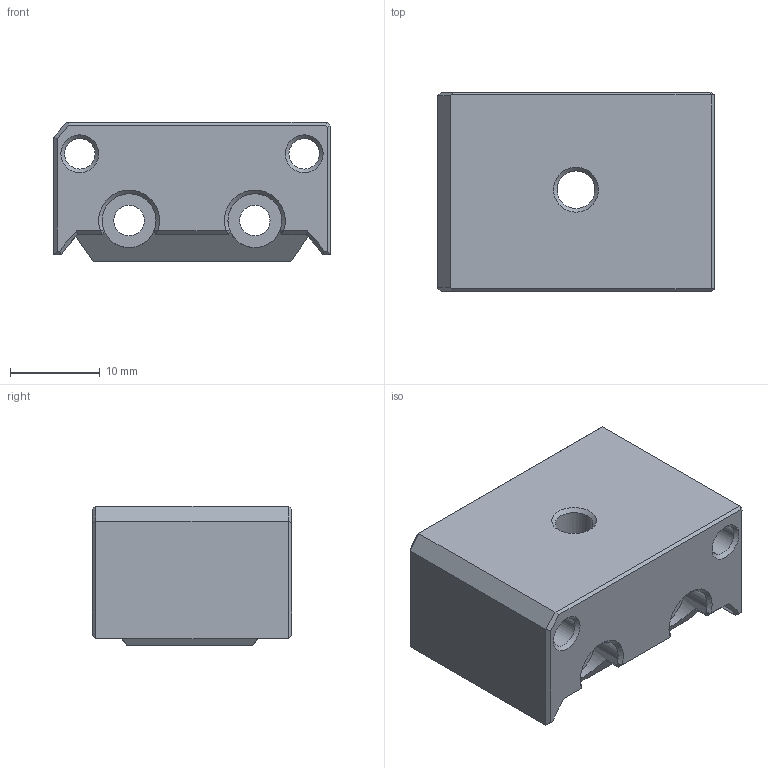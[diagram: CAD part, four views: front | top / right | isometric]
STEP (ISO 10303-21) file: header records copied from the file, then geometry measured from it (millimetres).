
FILE_DESCRIPTION(/* description */ (''),/* implementation_level */ '2;1');
FILE_NAME(/* name */ 'Hotend_Mount_MicroSwiss_All_Metal.step',/* time_stamp */ '2023-01-19T08:19:15-08:00',/* author */ (''),/* organization */ (''),/* preprocessor_version */ 'ST-DEVELOPER v19.2',/* originating_system */ 'Autodesk Translation Framework v11.17.0.187',/* authorisation */ '');
FILE_SCHEMA (('AUTOMOTIVE_DESIGN { 1 0 10303 214 3 1 1 }'));
Length unit declared in the file: millimetre
Products named in the file (1): Hotend_Mount_MicroSwiss_All_Metal (1)
Bounding box: 30.8 x 22.19 x 15.52 mm (x, y, z)
Volume: 6788.1 mm3; surface area: 4184.7 mm2
Topology: 1 solids, 1 shells, 136 faces, 362 edges, 234 vertices
Faces by surface type: plane 81, bspline 27, cylinder 16, cone 12
Full cylindrical faces by diameter (mm): 3.4 x6, 4.2 x1, 4.7 x2, 6 x2, 10.3 x1
Entity records: 4540 total; most frequent: CARTESIAN_POINT 1236, ORIENTED_EDGE 724, DIRECTION 588, EDGE_CURVE 362, VERTEX_POINT 234, LINE 232, VECTOR 232, AXIS2_PLACEMENT_3D 178
